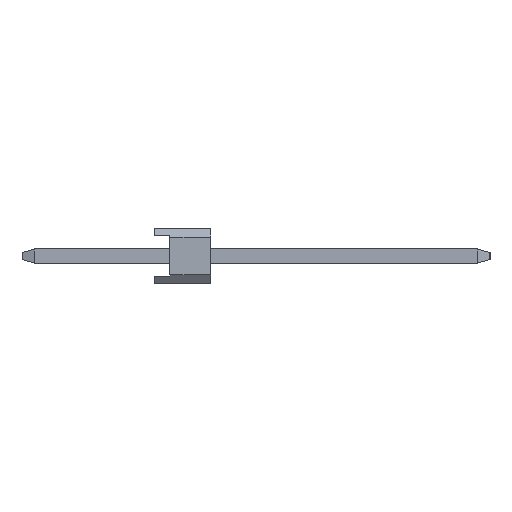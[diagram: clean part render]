
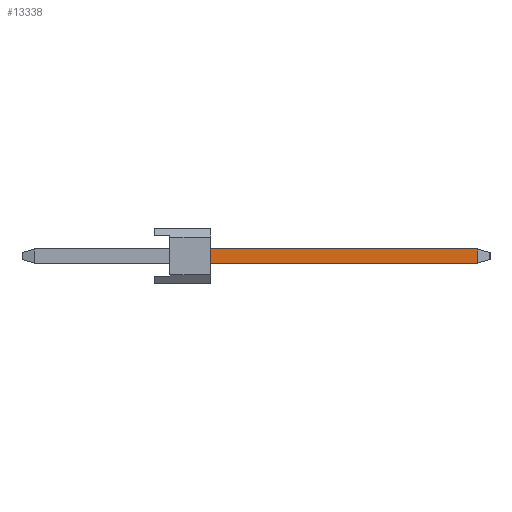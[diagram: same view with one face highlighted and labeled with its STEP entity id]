
A CAD part, left-side view. The second image highlights one B-rep face of the part: STEP entity #13338.
In plain terms, the highlighted planar face has unit normal (-1, 0, 0).
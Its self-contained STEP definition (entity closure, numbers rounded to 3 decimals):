
#5176=EDGE_CURVE('',#8384,#5946,#14472,.T.);
#5448=EDGE_CURVE('',#12596,#7168,#14766,.T.);
#5946=VERTEX_POINT('',#15320);
#7168=VERTEX_POINT('',#16655);
#8248=EDGE_CURVE('',#5946,#12596,#17887,.T.);
#8384=VERTEX_POINT('',#18041);
#10472=EDGE_CURVE('',#7168,#8384,#20337,.T.);
#12596=VERTEX_POINT('',#22671);
#13338=ADVANCED_FACE('',(#23478),#23479,.T.);
#14472=LINE('',#24940,#24941);
#14766=LINE('',#25350,#25351);
#15320=CARTESIAN_POINT('',(-37.15,-2.54,-0.32));
#16655=CARTESIAN_POINT('',(-37.15,-14.594,0.32));
#17887=LINE('',#29835,#29836);
#18041=CARTESIAN_POINT('',(-37.15,-14.594,-0.32));
#20337=LINE('',#33403,#33404);
#22671=CARTESIAN_POINT('',(-37.15,-2.54,0.32));
#23478=FACE_OUTER_BOUND('',#37955,.T.);
#23479=PLANE('',#37956);
#24940=CARTESIAN_POINT('',(-37.15,5.414,-0.32));
#24941=VECTOR('',#39412,1.0);
#25350=CARTESIAN_POINT('',(-37.15,-4.59,0.32));
#25351=VECTOR('',#39648,1.0);
#29835=CARTESIAN_POINT('',(-37.15,-2.54,0.252));
#29836=VECTOR('',#43190,1.0);
#33403=CARTESIAN_POINT('',(-37.15,-14.594,0.5));
#33404=VECTOR('',#45625,1.0);
#37955=EDGE_LOOP('',(#48610,#48611,#48612,#48613));
#37956=AXIS2_PLACEMENT_3D('',#48614,#48615,#48616);
#39412=DIRECTION('',(0.,1.0,0.));
#39648=DIRECTION('',(0.,-1.0,0.));
#43190=DIRECTION('',(0.,0.,1.0));
#45625=DIRECTION('',(0.0,0.,-1.0));
#48610=ORIENTED_EDGE('',*,*,#8248,.F.);
#48611=ORIENTED_EDGE('',*,*,#5176,.F.);
#48612=ORIENTED_EDGE('',*,*,#10472,.F.);
#48613=ORIENTED_EDGE('',*,*,#5448,.F.);
#48614=CARTESIAN_POINT('',(-37.15,5.414,0.5));
#48615=DIRECTION('',(-1.0,0.,0.));
#48616=DIRECTION('',(0.,1.0,0.));
